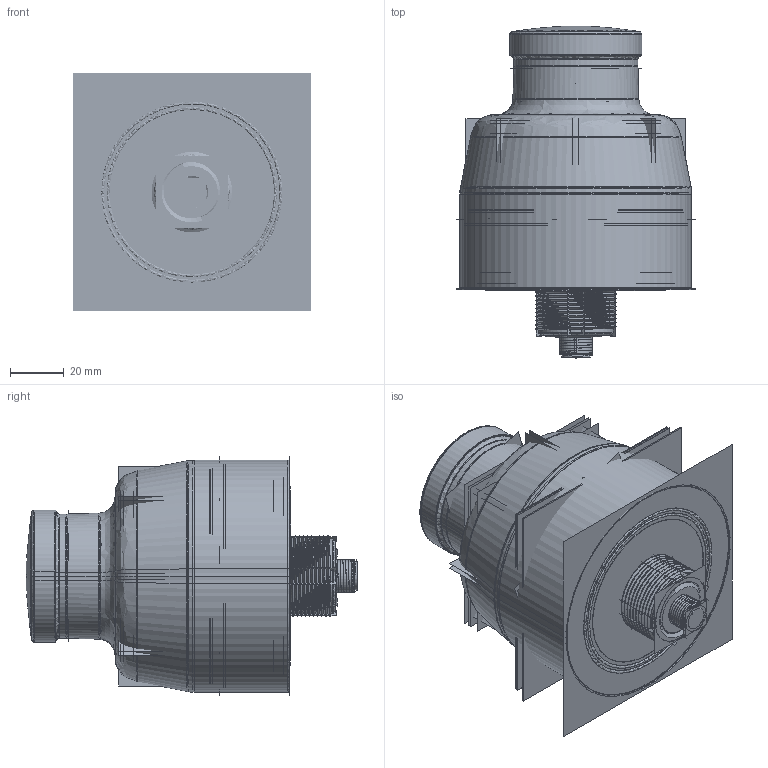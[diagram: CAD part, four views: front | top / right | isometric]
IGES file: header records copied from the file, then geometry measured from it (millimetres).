
Start section:  PTC IGES file: 192625.igs
Global section: file name: 192625.igs; native system: Creo Parametric by Parametric Technology Corporation; preprocessor: 2016100; author: pdmadmin; organization: Unknown; date: 20160909.121320; units: millimetre
Bounding box: 88.5 x 122.98 x 88.5 mm (x, y, z)
Volume: 313237.5 mm3; surface area: 1181260.8 mm2
Topology: 8 solids, 11 shells, 5274 faces, 31903 edges, 43583 vertices
Faces by surface type: revolution 2948, bspline 2276, extrusion 50
